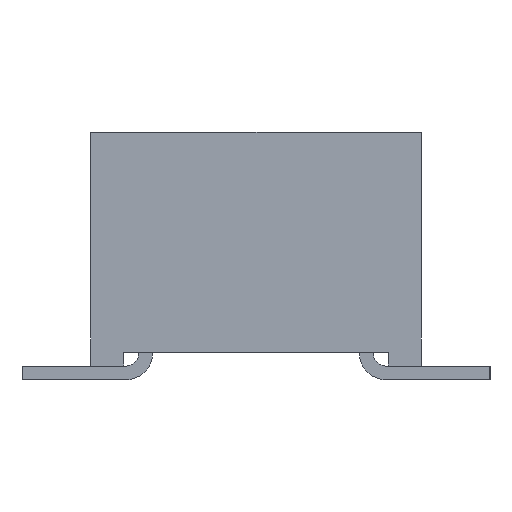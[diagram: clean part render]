
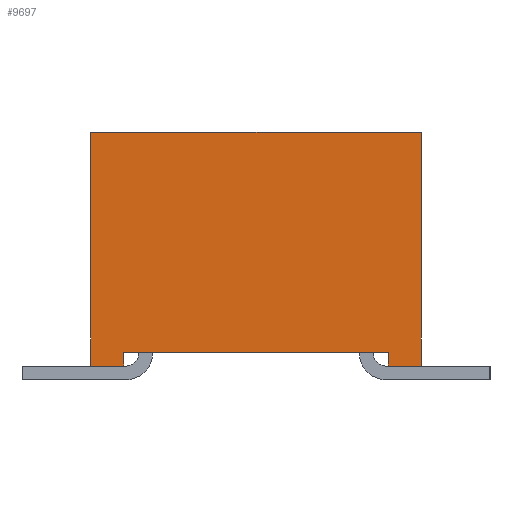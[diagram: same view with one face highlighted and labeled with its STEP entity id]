
A CAD part, left-side view. The second image highlights one B-rep face of the part: STEP entity #9697.
In plain terms, the highlighted planar face has unit normal (-1, 0, 0).
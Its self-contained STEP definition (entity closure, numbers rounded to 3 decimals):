
#9697 = ADVANCED_FACE('',(#9698),#9764,.F.);
#9698 = FACE_BOUND('',#9699,.T.);
#9699 = EDGE_LOOP('',(#9700,#9710,#9718,#9726,#9734,#9742,#9750,#9758));
#9700 = ORIENTED_EDGE('',*,*,#9701,.T.);
#9701 = EDGE_CURVE('',#9702,#9704,#9706,.T.);
#9702 = VERTEX_POINT('',#9703);
#9703 = CARTESIAN_POINT('',(-23.076,-1.219,0.277));
#9704 = VERTEX_POINT('',#9705);
#9705 = CARTESIAN_POINT('',(-23.076,-1.219,0.15));
#9706 = LINE('',#9707,#9708);
#9707 = CARTESIAN_POINT('',(-23.076,-1.219,0.277));
#9708 = VECTOR('',#9709,1.);
#9709 = DIRECTION('',(0.,0.,-1.));
#9710 = ORIENTED_EDGE('',*,*,#9711,.T.);
#9711 = EDGE_CURVE('',#9704,#9712,#9714,.T.);
#9712 = VERTEX_POINT('',#9713);
#9713 = CARTESIAN_POINT('',(-23.076,-1.524,0.15));
#9714 = LINE('',#9715,#9716);
#9715 = CARTESIAN_POINT('',(-23.076,1.524,0.15));
#9716 = VECTOR('',#9717,1.);
#9717 = DIRECTION('',(0.,-1.,0.));
#9718 = ORIENTED_EDGE('',*,*,#9719,.F.);
#9719 = EDGE_CURVE('',#9720,#9712,#9722,.T.);
#9720 = VERTEX_POINT('',#9721);
#9721 = CARTESIAN_POINT('',(-23.076,-1.524,2.309));
#9722 = LINE('',#9723,#9724);
#9723 = CARTESIAN_POINT('',(-23.076,-1.524,2.309));
#9724 = VECTOR('',#9725,1.);
#9725 = DIRECTION('',(0.,0.,-1.));
#9726 = ORIENTED_EDGE('',*,*,#9727,.F.);
#9727 = EDGE_CURVE('',#9728,#9720,#9730,.T.);
#9728 = VERTEX_POINT('',#9729);
#9729 = CARTESIAN_POINT('',(-23.076,1.524,2.309));
#9730 = LINE('',#9731,#9732);
#9731 = CARTESIAN_POINT('',(-23.076,1.524,2.309));
#9732 = VECTOR('',#9733,1.);
#9733 = DIRECTION('',(0.,-1.,0.));
#9734 = ORIENTED_EDGE('',*,*,#9735,.T.);
#9735 = EDGE_CURVE('',#9728,#9736,#9738,.T.);
#9736 = VERTEX_POINT('',#9737);
#9737 = CARTESIAN_POINT('',(-23.076,1.524,0.15));
#9738 = LINE('',#9739,#9740);
#9739 = CARTESIAN_POINT('',(-23.076,1.524,2.309));
#9740 = VECTOR('',#9741,1.);
#9741 = DIRECTION('',(0.,0.,-1.));
#9742 = ORIENTED_EDGE('',*,*,#9743,.T.);
#9743 = EDGE_CURVE('',#9736,#9744,#9746,.T.);
#9744 = VERTEX_POINT('',#9745);
#9745 = CARTESIAN_POINT('',(-23.076,1.219,0.15));
#9746 = LINE('',#9747,#9748);
#9747 = CARTESIAN_POINT('',(-23.076,1.524,0.15));
#9748 = VECTOR('',#9749,1.);
#9749 = DIRECTION('',(0.,-1.,0.));
#9750 = ORIENTED_EDGE('',*,*,#9751,.T.);
#9751 = EDGE_CURVE('',#9744,#9752,#9754,.T.);
#9752 = VERTEX_POINT('',#9753);
#9753 = CARTESIAN_POINT('',(-23.076,1.219,0.277));
#9754 = LINE('',#9755,#9756);
#9755 = CARTESIAN_POINT('',(-23.076,1.219,0.023));
#9756 = VECTOR('',#9757,1.);
#9757 = DIRECTION('',(0.,0.,1.));
#9758 = ORIENTED_EDGE('',*,*,#9759,.T.);
#9759 = EDGE_CURVE('',#9752,#9702,#9760,.T.);
#9760 = LINE('',#9761,#9762);
#9761 = CARTESIAN_POINT('',(-23.076,1.219,0.277));
#9762 = VECTOR('',#9763,1.);
#9763 = DIRECTION('',(0.,-1.,0.));
#9764 = PLANE('',#9765);
#9765 = AXIS2_PLACEMENT_3D('',#9766,#9767,#9768);
#9766 = CARTESIAN_POINT('',(-23.076,1.524,2.309));
#9767 = DIRECTION('',(1.,0.,0.));
#9768 = DIRECTION('',(0.,1.,0.));
